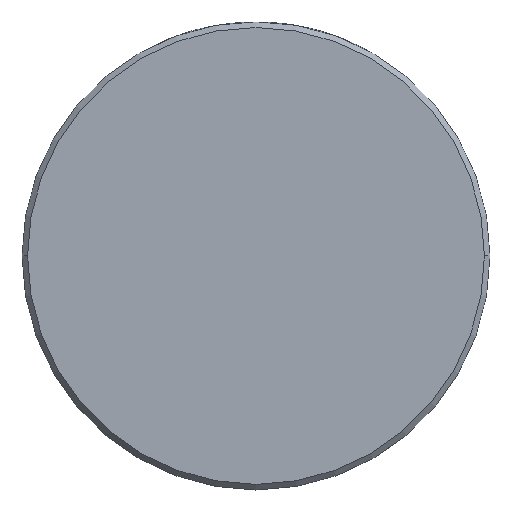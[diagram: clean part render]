
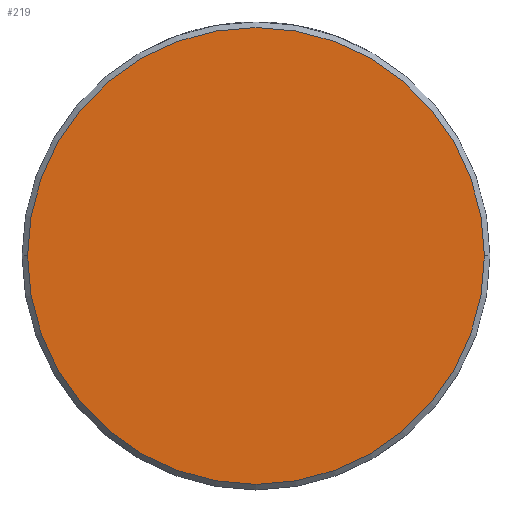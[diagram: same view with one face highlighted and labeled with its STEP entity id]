
A CAD part, top view. The second image highlights one B-rep face of the part: STEP entity #219.
In plain terms, the highlighted planar face has unit normal (0, 0, 1).
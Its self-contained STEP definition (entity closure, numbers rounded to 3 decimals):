
#77 = VERTEX_POINT ( 'NONE', #795 ) ;
#78 = VERTEX_POINT ( 'NONE', #784 ) ;
#125 = EDGE_CURVE ( 'NONE', #77, #78, #1008, .T. ) ;
#211 = EDGE_LOOP ( 'NONE', ( #229, #268 ) ) ;
#213 = EDGE_CURVE ( 'NONE', #78, #77, #1236, .T. ) ;
#219 = ADVANCED_FACE ( 'NONE', ( #1224 ), #1234, .T. ) ;
#229 = ORIENTED_EDGE ( 'NONE', *, *, #213, .T. ) ;
#268 = ORIENTED_EDGE ( 'NONE', *, *, #125, .T. ) ;
#784 = CARTESIAN_POINT ( 'NONE',  ( -12.4, 0., 1.6 ) ) ;
#795 = CARTESIAN_POINT ( 'NONE',  ( 12.4, 0., 1.6 ) ) ;
#992 = DIRECTION ( 'NONE',  ( 1., 0., 0. ) ) ;
#993 = DIRECTION ( 'NONE',  ( 0., 0., 1. ) ) ;
#994 = CARTESIAN_POINT ( 'NONE',  ( 0., 0., 1.6 ) ) ;
#995 = AXIS2_PLACEMENT_3D ( 'NONE', #994, #993, #992 ) ;
#1008 = CIRCLE ( 'NONE', #995, 12.4 ) ;
#1184 = CARTESIAN_POINT ( 'NONE',  ( 0., -39.684, 1.6 ) ) ;
#1223 = CARTESIAN_POINT ( 'NONE',  ( 0., 0., 1.6 ) ) ;
#1224 = FACE_OUTER_BOUND ( 'NONE', #211, .T. ) ;
#1228 = DIRECTION ( 'NONE',  ( 1., 0., 0. ) ) ;
#1229 = AXIS2_PLACEMENT_3D ( 'NONE', #1184, #1232, #1228 ) ;
#1230 = DIRECTION ( 'NONE',  ( 1., 0., 0. ) ) ;
#1231 = AXIS2_PLACEMENT_3D ( 'NONE', #1223, #1237, #1230 ) ;
#1232 = DIRECTION ( 'NONE',  ( 0., 0., 1. ) ) ;
#1234 = PLANE ( 'NONE',  #1229 ) ;
#1236 = CIRCLE ( 'NONE', #1231, 12.4 ) ;
#1237 = DIRECTION ( 'NONE',  ( 0., 0., 1. ) ) ;
